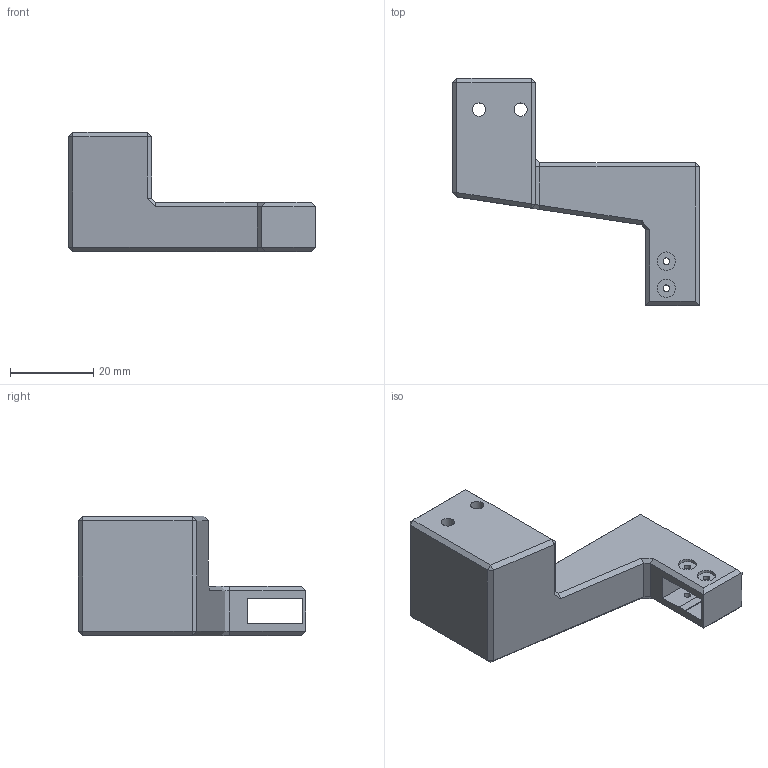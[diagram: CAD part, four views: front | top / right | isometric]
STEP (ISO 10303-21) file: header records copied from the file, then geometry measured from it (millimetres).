
FILE_DESCRIPTION(/* description */ ('STEP AP242','CAx-IF Rec.Pracs.---Representation and Presentation of Product Manufacturing Information (PMI)---4.0---2014-10-13','CAx-IF Rec.Pracs.---3D Tessellated Geometry---0.4---2014-09-14','2;1'),/* implementation_level */ '2;1');
FILE_NAME(/* name */ '68b1a0d848c2e738c3a85d7b',/* time_stamp */ '2025-08-29T12:45:14Z',/* author */ (''),/* organization */ (''),/* preprocessor_version */ 'ST-DEVELOPER v20',/* originating_system */ 'ONSHAPE BY PTC INC, 1.202',/* authorisation */ ' ');
FILE_SCHEMA (('AP242_MANAGED_MODEL_BASED_3D_ENGINEERING_MIM_LF { 1 0 10303 442 1 1 4 }'));
Length unit declared in the file: metre
Products named in the file (1): X Endstop Arm
Bounding box: 59.17 x 54.48 x 28.58 mm (x, y, z)
Volume: 22983.6 mm3; surface area: 8920.1 mm2
Topology: 1 solids, 1 shells, 133 faces, 326 edges, 196 vertices
Faces by surface type: plane 116, cylinder 16, bspline 1
Full cylindrical faces by diameter (mm): 1.6 x4, 3.2 x2, 4.4 x2, 6.5 x2
Entity records: 3757 total; most frequent: CARTESIAN_POINT 643, DIRECTION 627, ORIENTED_EDGE 620, EDGE_CURVE 310, LINE 255, VECTOR 255, VERTEX_POINT 190, AXIS2_PLACEMENT_3D 186
